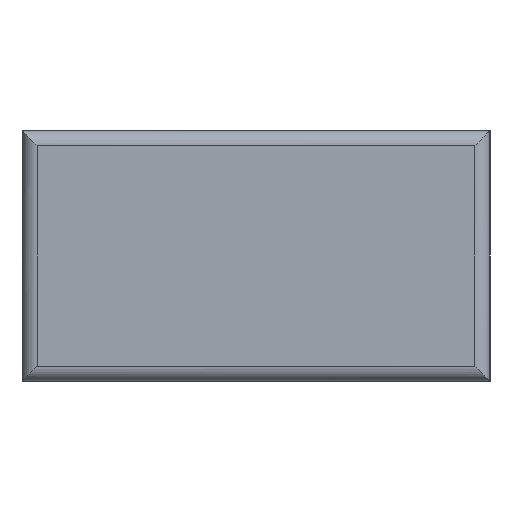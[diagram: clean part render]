
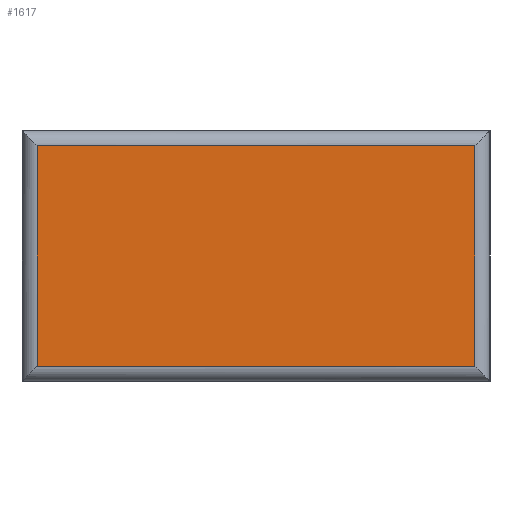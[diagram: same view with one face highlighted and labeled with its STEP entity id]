
A CAD part, left-side view. The second image highlights one B-rep face of the part: STEP entity #1617.
In plain terms, the highlighted planar face has unit normal (-1, 0, 0).
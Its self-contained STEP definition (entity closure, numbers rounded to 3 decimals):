
#295 = CARTESIAN_POINT ( 'NONE',  ( 0., 0., 1.65 ) ) ;
#309 = VERTEX_POINT ( 'NONE', #7743 ) ;
#480 = VECTOR ( 'NONE', #7708, 1000. ) ;
#731 = CARTESIAN_POINT ( 'NONE',  ( 0., -0.09, -0.01 ) ) ;
#792 = CARTESIAN_POINT ( 'NONE',  ( 0., -3.01, 1.66 ) ) ;
#953 = VECTOR ( 'NONE', #2287, 1000. ) ;
#1069 = PLANE ( 'NONE',  #7146 ) ;
#1397 = FACE_OUTER_BOUND ( 'NONE', #1556, .T. ) ;
#1556 = EDGE_LOOP ( 'NONE', ( #4989, #3586, #4895, #2415 ) ) ;
#1617 = ADVANCED_FACE ( 'NONE', ( #1397 ), #1069, .F. ) ;
#1707 = DIRECTION ( 'NONE',  ( 1., 0., 0. ) ) ;
#2084 = LINE ( 'NONE', #792, #8383 ) ;
#2287 = DIRECTION ( 'NONE',  ( 0., 1., 0. ) ) ;
#2415 = ORIENTED_EDGE ( 'NONE', *, *, #3010, .T. ) ;
#3010 = EDGE_CURVE ( 'NONE', #6060, #5483, #7755, .T. ) ;
#3159 = LINE ( 'NONE', #3840, #953 ) ;
#3345 = EDGE_CURVE ( 'NONE', #8153, #309, #2084, .T. ) ;
#3501 = DIRECTION ( 'NONE',  ( 0., 0., 1. ) ) ;
#3586 = ORIENTED_EDGE ( 'NONE', *, *, #3345, .T. ) ;
#3669 = CARTESIAN_POINT ( 'NONE',  ( 0., -0.09, 0.09 ) ) ;
#3719 = DIRECTION ( 'NONE',  ( 0., 0., -1. ) ) ;
#3840 = CARTESIAN_POINT ( 'NONE',  ( 0., 0., 1.56 ) ) ;
#4470 = VECTOR ( 'NONE', #6779, 1000. ) ;
#4895 = ORIENTED_EDGE ( 'NONE', *, *, #7432, .T. ) ;
#4989 = ORIENTED_EDGE ( 'NONE', *, *, #7510, .T. ) ;
#5483 = VERTEX_POINT ( 'NONE', #3669 ) ;
#5559 = CARTESIAN_POINT ( 'NONE',  ( 0., -3.01, 0.09 ) ) ;
#6060 = VERTEX_POINT ( 'NONE', #6854 ) ;
#6171 = CARTESIAN_POINT ( 'NONE',  ( 0., 0., 0.09 ) ) ;
#6779 = DIRECTION ( 'NONE',  ( 0., -1., 0. ) ) ;
#6854 = CARTESIAN_POINT ( 'NONE',  ( 0., -0.09, 1.56 ) ) ;
#6914 = LINE ( 'NONE', #6171, #4470 ) ;
#7146 = AXIS2_PLACEMENT_3D ( 'NONE', #295, #1707, #3719 ) ;
#7432 = EDGE_CURVE ( 'NONE', #309, #6060, #3159, .T. ) ;
#7510 = EDGE_CURVE ( 'NONE', #5483, #8153, #6914, .T. ) ;
#7708 = DIRECTION ( 'NONE',  ( 0., 0., -1. ) ) ;
#7743 = CARTESIAN_POINT ( 'NONE',  ( 0., -3.01, 1.56 ) ) ;
#7755 = LINE ( 'NONE', #731, #480 ) ;
#8153 = VERTEX_POINT ( 'NONE', #5559 ) ;
#8383 = VECTOR ( 'NONE', #3501, 1000. ) ;
